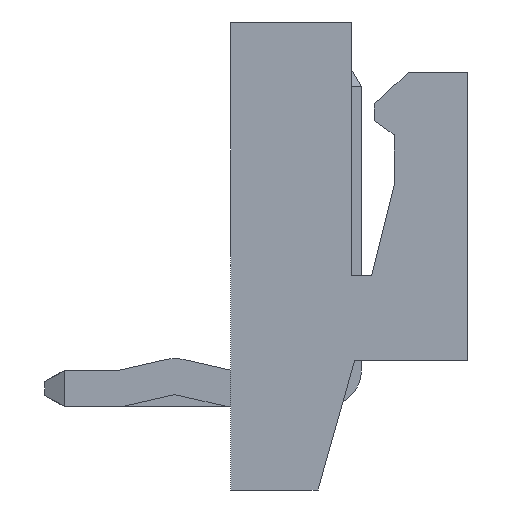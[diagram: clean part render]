
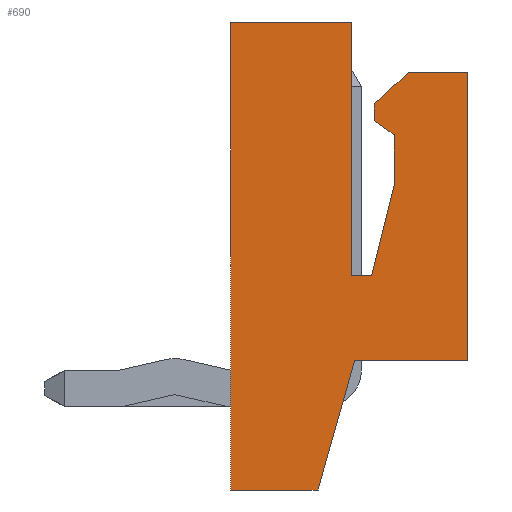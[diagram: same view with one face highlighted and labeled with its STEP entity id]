
A CAD part, left-side view. The second image highlights one B-rep face of the part: STEP entity #690.
In plain terms, the highlighted planar face has unit normal (-1, 0, 0).
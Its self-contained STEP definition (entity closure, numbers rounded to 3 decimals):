
#690 = ADVANCED_FACE( '', ( #1401 ), #1402, .T. );
#1401 = FACE_OUTER_BOUND( '', #2174, .T. );
#1402 = PLANE( '', #2175 );
#2174 = EDGE_LOOP( '', ( #3775, #3776, #3777, #3778, #3779, #3780, #3781, #3782, #3783, #3784, #3785, #3786, #3787, #3788 ) );
#2175 = AXIS2_PLACEMENT_3D( '', #3789, #3790, #3791 );
#3775 = ORIENTED_EDGE( '', *, *, #4968, .F. );
#3776 = ORIENTED_EDGE( '', *, *, #5338, .T. );
#3777 = ORIENTED_EDGE( '', *, *, #5132, .T. );
#3778 = ORIENTED_EDGE( '', *, *, #4800, .T. );
#3779 = ORIENTED_EDGE( '', *, *, #5454, .T. );
#3780 = ORIENTED_EDGE( '', *, *, #5455, .F. );
#3781 = ORIENTED_EDGE( '', *, *, #5198, .T. );
#3782 = ORIENTED_EDGE( '', *, *, #5172, .F. );
#3783 = ORIENTED_EDGE( '', *, *, #5129, .F. );
#3784 = ORIENTED_EDGE( '', *, *, #5054, .F. );
#3785 = ORIENTED_EDGE( '', *, *, #5456, .F. );
#3786 = ORIENTED_EDGE( '', *, *, #4984, .F. );
#3787 = ORIENTED_EDGE( '', *, *, #5313, .F. );
#3788 = ORIENTED_EDGE( '', *, *, #5457, .F. );
#3789 = CARTESIAN_POINT( '', ( -12.5, -1.9, -3. ) );
#3790 = DIRECTION( '', ( -1., 0., 0. ) );
#3791 = DIRECTION( '', ( 0., 0., 1. ) );
#4800 = EDGE_CURVE( '', #5721, #5722, #5723, .T. );
#4968 = EDGE_CURVE( '', #6014, #6016, #6017, .T. );
#4984 = EDGE_CURVE( '', #6042, #6044, #6045, .T. );
#5054 = EDGE_CURVE( '', #6164, #6166, #6167, .T. );
#5129 = EDGE_CURVE( '', #6166, #6292, #6293, .T. );
#5132 = EDGE_CURVE( '', #6296, #5721, #6297, .T. );
#5172 = EDGE_CURVE( '', #6292, #6357, #6358, .T. );
#5198 = EDGE_CURVE( '', #6402, #6357, #6403, .T. );
#5313 = EDGE_CURVE( '', #6561, #6042, #6563, .T. );
#5338 = EDGE_CURVE( '', #6014, #6296, #6600, .T. );
#5454 = EDGE_CURVE( '', #5722, #6759, #6760, .T. );
#5455 = EDGE_CURVE( '', #6402, #6759, #6761, .T. );
#5456 = EDGE_CURVE( '', #6044, #6164, #6762, .T. );
#5457 = EDGE_CURVE( '', #6016, #6561, #6763, .T. );
#5721 = VERTEX_POINT( '', #7082 );
#5722 = VERTEX_POINT( '', #7083 );
#5723 = LINE( '', #7084, #7085 );
#6014 = VERTEX_POINT( '', #7500 );
#6016 = VERTEX_POINT( '', #7503 );
#6017 = LINE( '', #7504, #7505 );
#6042 = VERTEX_POINT( '', #7541 );
#6044 = VERTEX_POINT( '', #7544 );
#6045 = LINE( '', #7545, #7546 );
#6164 = VERTEX_POINT( '', #7719 );
#6166 = VERTEX_POINT( '', #7722 );
#6167 = LINE( '', #7723, #7724 );
#6292 = VERTEX_POINT( '', #7908 );
#6293 = LINE( '', #7909, #7910 );
#6296 = VERTEX_POINT( '', #7914 );
#6297 = LINE( '', #7915, #7916 );
#6357 = VERTEX_POINT( '', #8004 );
#6358 = LINE( '', #8005, #8006 );
#6402 = VERTEX_POINT( '', #8070 );
#6403 = LINE( '', #8071, #8072 );
#6561 = VERTEX_POINT( '', #8313 );
#6563 = LINE( '', #8316, #8317 );
#6600 = LINE( '', #8370, #8371 );
#6759 = VERTEX_POINT( '', #8606 );
#6760 = LINE( '', #8607, #8608 );
#6761 = LINE( '', #8609, #8610 );
#6762 = LINE( '', #8611, #8612 );
#6763 = LINE( '', #8613, #8614 );
#7082 = CARTESIAN_POINT( '', ( -12.5, 2.3, -5.3 ) );
#7083 = CARTESIAN_POINT( '', ( -12.5, 0.75, -5.3 ) );
#7084 = CARTESIAN_POINT( '', ( -12.5, 2.3, -5.3 ) );
#7085 = VECTOR( '', #9066, 1000. );
#7500 = CARTESIAN_POINT( '', ( -12.5, 0.15, 3. ) );
#7503 = CARTESIAN_POINT( '', ( -12.5, 0.15, -1.5 ) );
#7504 = CARTESIAN_POINT( '', ( -12.5, 0.15, -1.5 ) );
#7505 = VECTOR( '', #9216, 1000. );
#7541 = CARTESIAN_POINT( '', ( -12.5, -0.6, 0.1 ) );
#7544 = CARTESIAN_POINT( '', ( -12.5, -0.6, 1. ) );
#7545 = CARTESIAN_POINT( '', ( -12.5, -0.6, 1. ) );
#7546 = VECTOR( '', #9229, 1000. );
#7719 = CARTESIAN_POINT( '', ( -12.5, -0.25, 1.25 ) );
#7722 = CARTESIAN_POINT( '', ( -12.5, -0.25, 1.55 ) );
#7723 = CARTESIAN_POINT( '', ( -12.5, -0.25, 1.55 ) );
#7724 = VECTOR( '', #9285, 1000. );
#7908 = CARTESIAN_POINT( '', ( -12.5, -0.85, 2.1 ) );
#7909 = CARTESIAN_POINT( '', ( -12.5, -0.25, 1.55 ) );
#7910 = VECTOR( '', #9345, 1000. );
#7914 = CARTESIAN_POINT( '', ( -12.5, 2.3, 3. ) );
#7915 = CARTESIAN_POINT( '', ( -12.5, 2.3, 3. ) );
#7916 = VECTOR( '', #9347, 1000. );
#8004 = CARTESIAN_POINT( '', ( -12.5, -1.9, 2.1 ) );
#8005 = CARTESIAN_POINT( '', ( -12.5, -0.85, 2.1 ) );
#8006 = VECTOR( '', #9382, 1000. );
#8070 = CARTESIAN_POINT( '', ( -12.5, -1.9, -3. ) );
#8071 = CARTESIAN_POINT( '', ( -12.5, -1.9, -3. ) );
#8072 = VECTOR( '', #9403, 1000. );
#8313 = CARTESIAN_POINT( '', ( -12.5, -0.2, -1.5 ) );
#8316 = CARTESIAN_POINT( '', ( -12.5, -0.2, -1.5 ) );
#8317 = VECTOR( '', #9503, 1000. );
#8370 = CARTESIAN_POINT( '', ( -12.5, -1.9, 3. ) );
#8371 = VECTOR( '', #9526, 1000. );
#8606 = CARTESIAN_POINT( '', ( -12.5, 0.1, -3. ) );
#8607 = CARTESIAN_POINT( '', ( -12.5, 0.75, -5.3 ) );
#8608 = VECTOR( '', #9612, 1000. );
#8609 = CARTESIAN_POINT( '', ( -12.5, -1.9, -3. ) );
#8610 = VECTOR( '', #9613, 1000. );
#8611 = CARTESIAN_POINT( '', ( -12.5, -0.25, 1.25 ) );
#8612 = VECTOR( '', #9614, 1000. );
#8613 = CARTESIAN_POINT( '', ( -12.5, 0.15, -1.5 ) );
#8614 = VECTOR( '', #9615, 1000. );
#9066 = DIRECTION( '', ( 0., -1., 0. ) );
#9216 = DIRECTION( '', ( 0., 0., -1. ) );
#9229 = DIRECTION( '', ( 0., 0., 1. ) );
#9285 = DIRECTION( '', ( 0., 0., 1. ) );
#9345 = DIRECTION( '', ( 0., -0.737, 0.676 ) );
#9347 = DIRECTION( '', ( 0., 0., -1. ) );
#9382 = DIRECTION( '', ( 0., -1., 0. ) );
#9403 = DIRECTION( '', ( 0., 0., 1. ) );
#9503 = DIRECTION( '', ( 0., -0.243, 0.97 ) );
#9526 = DIRECTION( '', ( 0., 1., 0. ) );
#9612 = DIRECTION( '', ( 0., -0.272, 0.962 ) );
#9613 = DIRECTION( '', ( 0., 1., 0. ) );
#9614 = DIRECTION( '', ( 0., 0.814, 0.581 ) );
#9615 = DIRECTION( '', ( 0., -1., 0. ) );
